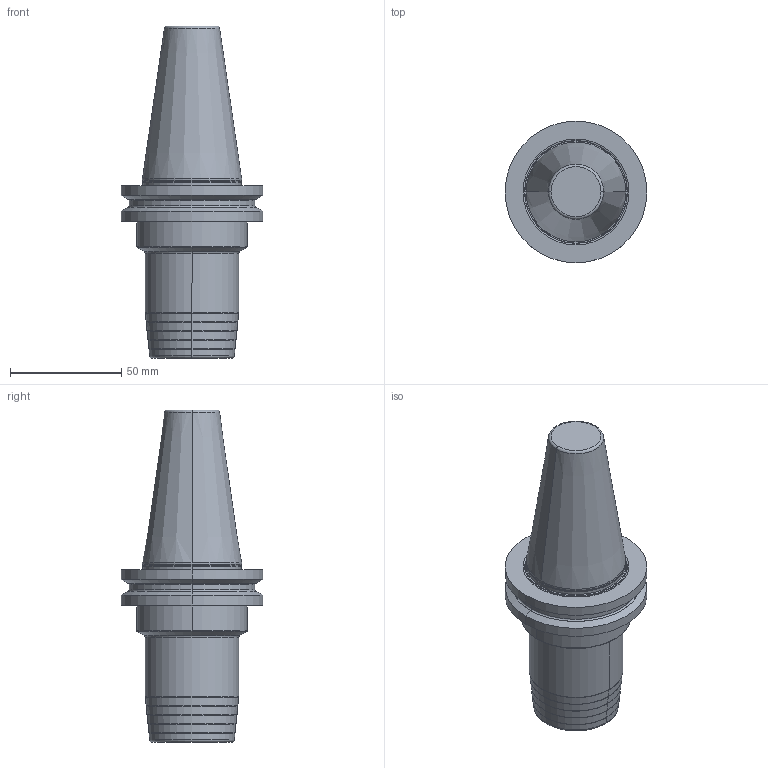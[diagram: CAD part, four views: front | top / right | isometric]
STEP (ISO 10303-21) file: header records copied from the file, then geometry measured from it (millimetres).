
FILE_DESCRIPTION((''),'2;1');
FILE_NAME('30526384','2018-06-07T',('bahnemannr'),(''),'PRO/ENGINEER BY PARAMETRIC TECHNOLOGY CORPORATION, 2011220','PRO/ENGINEER BY PARAMETRIC TECHNOLOGY CORPORATION, 2011220','');
FILE_SCHEMA(('AUTOMOTIVE_DESIGN_CC2 { 1 2 10303 214 -1 1 5 2 }'));
Length unit declared in the file: millimetre
Products named in the file (1): 30526384
Bounding box: 63.55 x 63.55 x 148.9 mm (x, y, z)
Volume: 190428.2 mm3; surface area: 28028.1 mm2
Topology: 1 solids, 1 shells, 83 faces, 171 edges, 106 vertices
Faces by surface type: torus 32, cone 22, cylinder 16, plane 13
Entity records: 2792 total; most frequent: DIRECTION 471, CARTESIAN_POINT 353, ORIENTED_EDGE 332, AXIS2_PLACEMENT_3D 214, PRESENTATION_STYLE_ASSIGNMENT 175, STYLED_ITEM 175, CURVE_STYLE 174, EDGE_CURVE 166
